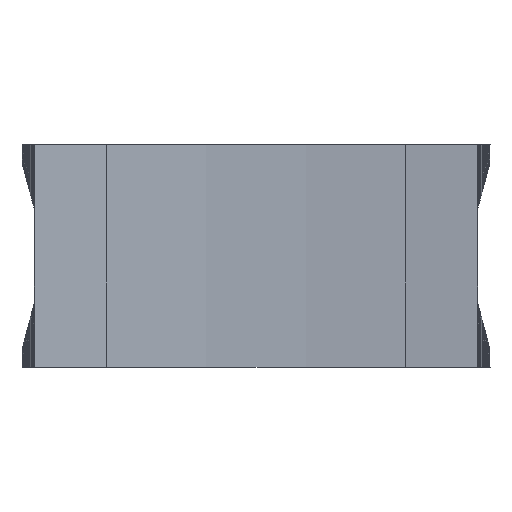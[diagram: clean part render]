
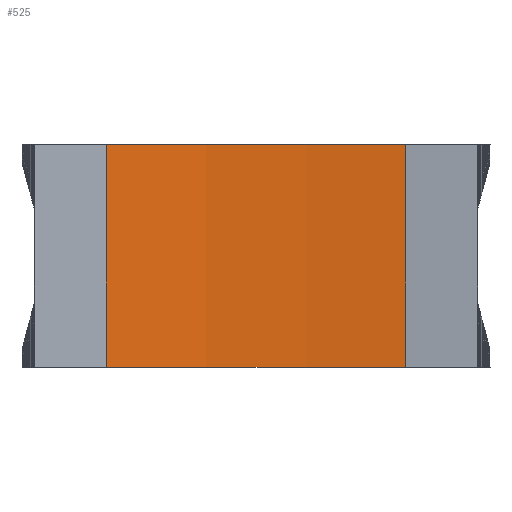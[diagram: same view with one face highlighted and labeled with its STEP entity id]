
A CAD part, top view. The second image highlights one B-rep face of the part: STEP entity #525.
In plain terms, the highlighted free-form (B-spline) face has degree [1, 2] with [2, 3] control points.
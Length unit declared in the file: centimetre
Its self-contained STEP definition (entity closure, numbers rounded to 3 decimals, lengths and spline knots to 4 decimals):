
#11=(
BOUNDED_SURFACE()
B_SPLINE_SURFACE(1,2,((#12852,#12853,#12854),(#12855,#12856,#12857)),.UNSPECIFIED.,
.F.,.F.,.F.)
B_SPLINE_SURFACE_WITH_KNOTS((2,2),(3,3),(70.,770.),(20734.5115,21676.9893),
.UNSPECIFIED.)
GEOMETRIC_REPRESENTATION_ITEM()
RATIONAL_B_SPLINE_SURFACE(((1.,0.995,1.),(1.,0.995,
1.)))
REPRESENTATION_ITEM($)
SURFACE()
);
#17=(
BOUNDED_CURVE()
B_SPLINE_CURVE(2,(#12808,#12809,#12810),.UNSPECIFIED.,.F.,.F.)
B_SPLINE_CURVE_WITH_KNOTS((3,3),(20734.5115,21676.9893),.UNSPECIFIED.)
CURVE()
GEOMETRIC_REPRESENTATION_ITEM()
RATIONAL_B_SPLINE_CURVE((1.,0.995,1.))
REPRESENTATION_ITEM($)
);
#18=(
BOUNDED_CURVE()
B_SPLINE_CURVE(1,(#12811,#12812),.UNSPECIFIED.,.F.,.F.)
B_SPLINE_CURVE_WITH_KNOTS((2,2),(-770.,-70.),.UNSPECIFIED.)
CURVE()
GEOMETRIC_REPRESENTATION_ITEM()
RATIONAL_B_SPLINE_CURVE((1.,1.))
REPRESENTATION_ITEM($)
);
#19=(
BOUNDED_CURVE()
B_SPLINE_CURVE(2,(#12813,#12814,#12815),.UNSPECIFIED.,.F.,.F.)
B_SPLINE_CURVE_WITH_KNOTS((3,3),(-21676.9893,-20734.5115),.UNSPECIFIED.)
CURVE()
GEOMETRIC_REPRESENTATION_ITEM()
RATIONAL_B_SPLINE_CURVE((1.,0.995,1.))
REPRESENTATION_ITEM($)
);
#525=ADVANCED_FACE($,(#931),#11,.T.);
#931=FACE_OUTER_BOUND($,#1337,.T.);
#1337=EDGE_LOOP($,(#2594,#2595,#2596,#2597));
#2594=ORIENTED_EDGE($,*,*,#3470,.F.);
#2595=ORIENTED_EDGE($,*,*,#3472,.T.);
#2596=ORIENTED_EDGE($,*,*,#3473,.T.);
#2597=ORIENTED_EDGE($,*,*,#3474,.T.);
#3470=EDGE_CURVE($,#4006,#4007,#5090,.T.);
#3472=EDGE_CURVE($,#4006,#4008,#17,.T.);
#3473=EDGE_CURVE($,#4008,#4009,#18,.T.);
#3474=EDGE_CURVE($,#4009,#4007,#19,.T.);
#4006=VERTEX_POINT($,#12874);
#4007=VERTEX_POINT($,#12875);
#4008=VERTEX_POINT($,#12876);
#4009=VERTEX_POINT($,#12877);
#5090=B_SPLINE_CURVE_WITH_KNOTS($,1,(#12804,#12805),.UNSPECIFIED.,.F.,.F.,
(2,2),(0.,700.),.UNSPECIFIED.);
#12804=CARTESIAN_POINT($,(120.5201,70.3254,35.9282));
#12805=CARTESIAN_POINT($,(120.5201,0.3254,35.9282));
#12808=CARTESIAN_POINT($,(120.5201,70.3254,35.9282));
#12809=CARTESIAN_POINT($,(73.4823,70.3254,30.9843));
#12810=CARTESIAN_POINT($,(26.4445,70.3254,35.9282));
#12811=CARTESIAN_POINT($,(26.4445,70.3254,35.9282));
#12812=CARTESIAN_POINT($,(26.4445,0.3254,35.9282));
#12813=CARTESIAN_POINT($,(26.4445,0.3254,35.9282));
#12814=CARTESIAN_POINT($,(73.4823,0.3254,30.9843));
#12815=CARTESIAN_POINT($,(120.5201,0.3254,35.9282));
#12852=CARTESIAN_POINT($,(120.5201,0.3254,35.9282));
#12853=CARTESIAN_POINT($,(73.4823,0.3254,30.9843));
#12854=CARTESIAN_POINT($,(26.4445,0.3254,35.9282));
#12855=CARTESIAN_POINT($,(120.5201,70.3254,35.9282));
#12856=CARTESIAN_POINT($,(73.4823,70.3254,30.9843));
#12857=CARTESIAN_POINT($,(26.4445,70.3254,35.9282));
#12874=CARTESIAN_POINT($,(120.5201,70.3254,35.9282));
#12875=CARTESIAN_POINT($,(120.5201,0.3254,35.9282));
#12876=CARTESIAN_POINT($,(26.4445,70.3254,35.9282));
#12877=CARTESIAN_POINT($,(26.4445,0.3254,35.9282));
